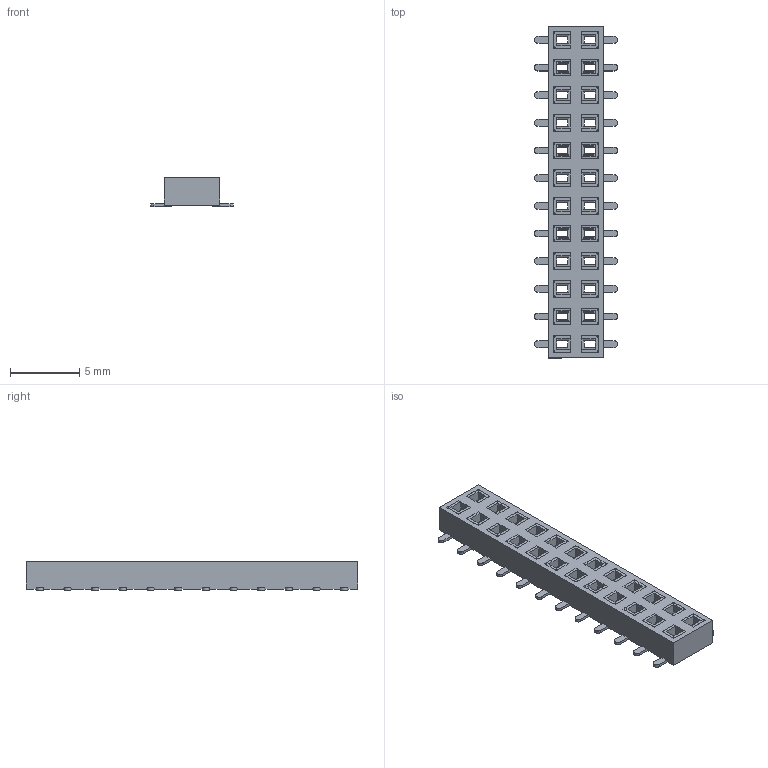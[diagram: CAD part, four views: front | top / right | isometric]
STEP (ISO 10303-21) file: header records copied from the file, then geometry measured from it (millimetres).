
FILE_DESCRIPTION(/* description */ ('Unknown'),/* implementation_level */ '2;1');
FILE_NAME(/* name */ 'J_Wurth_WR-PHD_62102421821',/* time_stamp */ '2025-04-28T13:09:16+08:00',/* author */ ('Unknown'),/* organization */ ('Unknown'),/* preprocessor_version */ 'ST-DEVELOPER v19.4',/* originating_system */ 'Solid Edge',/* authorisation */ 'Unknown');
FILE_SCHEMA (('AUTOMOTIVE_DESIGN {1 0 10303 214 3 1 1}'));
Length unit declared in the file: millimetre
Products named in the file (2): J_Wurth_WR-PHD_62102421821
Assembly tree (1 placements, depth 2):
  J_Wurth_WR-PHD_62102421821
    J_Wurth_WR-PHD_62102421821
Bounding box: 6 x 24 x 2.1 mm (x, y, z)
Volume: 149.9 mm3; surface area: 805.9 mm2
Topology: 25 solids, 25 shells, 1782 faces, 4788 edges, 3032 vertices
Faces by surface type: plane 990, cylinder 696, bspline 96
Entity records: 56126 total; most frequent: CARTESIAN_POINT 11428, ORIENTED_EDGE 9576, DIRECTION 8980, EDGE_CURVE 4788, LINE 3204, VECTOR 3204, VERTEX_POINT 3032, AXIS2_PLACEMENT_3D 2888
